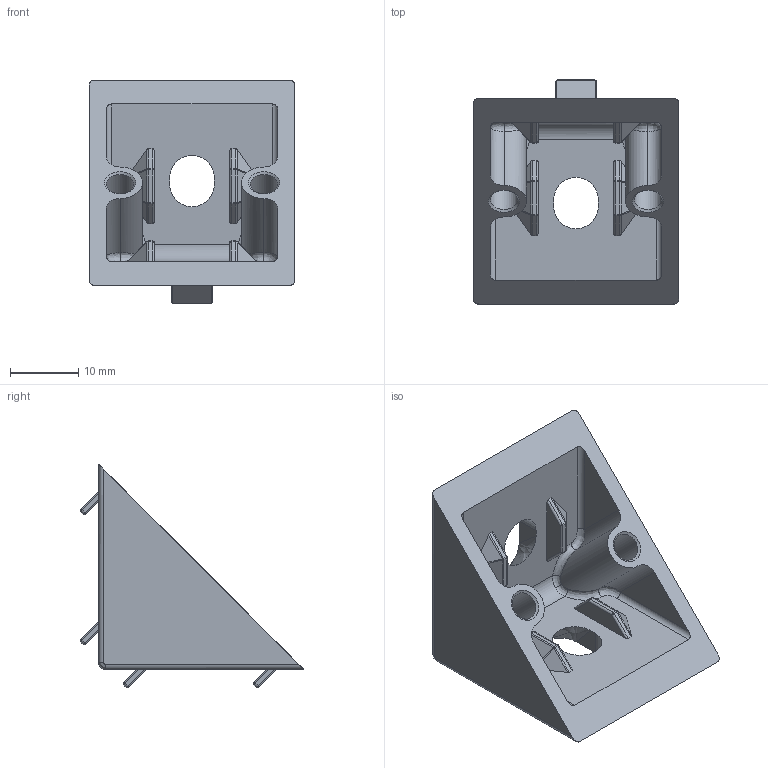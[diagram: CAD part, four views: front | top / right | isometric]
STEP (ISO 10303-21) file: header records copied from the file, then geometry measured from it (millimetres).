
FILE_DESCRIPTION((''),'2;1');
FILE_NAME('AR3627.stp','2022-01-18T12:25:26',('arma01'),(''),'Autodesk Inventor 2013','Autodesk Inventor 2013','');
FILE_SCHEMA(('AUTOMOTIVE_DESIGN { 1 0 10303 214 1 1 1 1 }'));
Length unit declared in the file: millimetre
Products named in the file (1): AR3627
Bounding box: 30 x 32.7 x 32.7 mm (x, y, z)
Volume: 7098.8 mm3; surface area: 5604.1 mm2
Topology: 1 solids, 1 shells, 245 faces, 585 edges, 349 vertices
Faces by surface type: cylinder 100, plane 87, bspline 33, sphere 16, torus 7, cone 2
Full cylindrical faces by diameter (mm): 4 x2
Entity records: 8697 total; most frequent: CARTESIAN_POINT 3025, DIRECTION 1226, ORIENTED_EDGE 1152, EDGE_CURVE 576, AXIS2_PLACEMENT_3D 463, VERTEX_POINT 348, VECTOR 300, LINE 300
